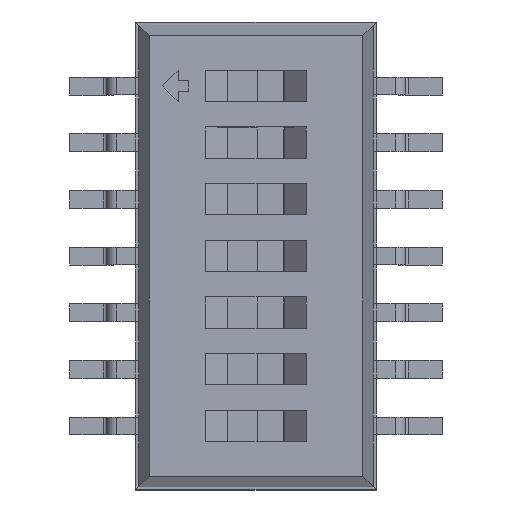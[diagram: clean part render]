
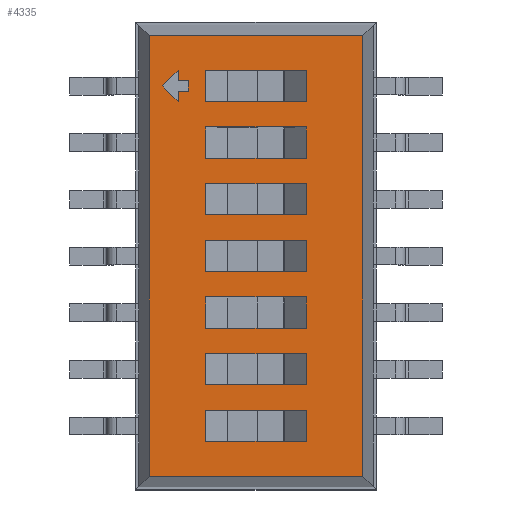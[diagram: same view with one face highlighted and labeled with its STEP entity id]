
A CAD part, top view. The second image highlights one B-rep face of the part: STEP entity #4335.
In plain terms, the highlighted planar face has unit normal (0, 0, 1).
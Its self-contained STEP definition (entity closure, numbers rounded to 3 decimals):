
#27=VECTOR('',#28,1.);
#28=DIRECTION('',(0.,1.,0.));
#34=VECTOR('',#35,1.);
#35=DIRECTION('',(-1.,0.,0.));
#41=VECTOR('',#42,1.);
#42=DIRECTION('',(0.,-1.,0.));
#46=VECTOR('',#47,1.);
#47=DIRECTION('',(1.,0.,0.));
#50=DIRECTION('',(0.,0.,-1.));
#2944=VERTEX_POINT('',#2945);
#2945=CARTESIAN_POINT('',(2.397,4.942,2.45));
#2947=ORIENTED_EDGE('',*,*,#2948,.F.);
#2948=EDGE_CURVE('',#2949,#2944,#2951,.T.);
#2949=VERTEX_POINT('',#2950);
#2950=CARTESIAN_POINT('',(2.397,-4.942,2.45));
#2951=LINE('',#2950,#27);
#3622=VERTEX_POINT('',#3623);
#3623=CARTESIAN_POINT('',(-2.397,4.942,2.45));
#3625=ORIENTED_EDGE('',*,*,#3626,.F.);
#3626=EDGE_CURVE('',#2944,#3622,#3627,.T.);
#3627=LINE('',#2945,#34);
#3657=VERTEX_POINT('',#3658);
#3658=CARTESIAN_POINT('',(-2.397,-4.942,2.45));
#3660=ORIENTED_EDGE('',*,*,#3661,.F.);
#3661=EDGE_CURVE('',#3622,#3657,#3662,.T.);
#3662=LINE('',#3623,#41);
#4330=ORIENTED_EDGE('',*,*,#4331,.F.);
#4331=EDGE_CURVE('',#3657,#2949,#4332,.T.);
#4332=LINE('',#3658,#46);
#4335=ADVANCED_FACE('',(#4336,#4338,#4360,#4382,#4404,#4426,#4467,#4489,#4511),#4533,.F.);
#4336=FACE_BOUND('',#4337,.F.);
#4337=EDGE_LOOP('',(#2947,#4330,#3660,#3625));
#4338=FACE_BOUND('',#4339,.F.);
#4339=EDGE_LOOP('',(#4340,#4347,#4352,#4357));
#4340=ORIENTED_EDGE('',*,*,#4341,.T.);
#4341=EDGE_CURVE('',#4342,#4344,#4346,.T.);
#4342=VERTEX_POINT('',#4343);
#4343=CARTESIAN_POINT('',(1.125,-0.35,2.45));
#4344=VERTEX_POINT('',#4345);
#4345=CARTESIAN_POINT('',(1.125,0.35,2.45));
#4346=LINE('',#4343,#27);
#4347=ORIENTED_EDGE('',*,*,#4348,.T.);
#4348=EDGE_CURVE('',#4344,#4349,#4351,.T.);
#4349=VERTEX_POINT('',#4350);
#4350=CARTESIAN_POINT('',(-1.125,0.35,2.45));
#4351=LINE('',#4345,#34);
#4352=ORIENTED_EDGE('',*,*,#4353,.T.);
#4353=EDGE_CURVE('',#4349,#4354,#4356,.T.);
#4354=VERTEX_POINT('',#4355);
#4355=CARTESIAN_POINT('',(-1.125,-0.35,2.45));
#4356=LINE('',#4350,#41);
#4357=ORIENTED_EDGE('',*,*,#4358,.T.);
#4358=EDGE_CURVE('',#4354,#4342,#4359,.T.);
#4359=LINE('',#4355,#46);
#4360=FACE_BOUND('',#4361,.F.);
#4361=EDGE_LOOP('',(#4362,#4369,#4374,#4379));
#4362=ORIENTED_EDGE('',*,*,#4363,.T.);
#4363=EDGE_CURVE('',#4364,#4366,#4368,.T.);
#4364=VERTEX_POINT('',#4365);
#4365=CARTESIAN_POINT('',(1.125,1.62,2.45));
#4366=VERTEX_POINT('',#4367);
#4367=CARTESIAN_POINT('',(-1.125,1.62,2.45));
#4368=LINE('',#4365,#34);
#4369=ORIENTED_EDGE('',*,*,#4370,.T.);
#4370=EDGE_CURVE('',#4366,#4371,#4373,.T.);
#4371=VERTEX_POINT('',#4372);
#4372=CARTESIAN_POINT('',(-1.125,0.92,2.45));
#4373=LINE('',#4367,#41);
#4374=ORIENTED_EDGE('',*,*,#4375,.T.);
#4375=EDGE_CURVE('',#4371,#4376,#4378,.T.);
#4376=VERTEX_POINT('',#4377);
#4377=CARTESIAN_POINT('',(1.125,0.92,2.45));
#4378=LINE('',#4372,#46);
#4379=ORIENTED_EDGE('',*,*,#4380,.T.);
#4380=EDGE_CURVE('',#4376,#4364,#4381,.T.);
#4381=LINE('',#4377,#27);
#4382=FACE_BOUND('',#4383,.F.);
#4383=EDGE_LOOP('',(#4384,#4391,#4396,#4401));
#4384=ORIENTED_EDGE('',*,*,#4385,.T.);
#4385=EDGE_CURVE('',#4386,#4388,#4390,.T.);
#4386=VERTEX_POINT('',#4387);
#4387=CARTESIAN_POINT('',(1.125,2.89,2.45));
#4388=VERTEX_POINT('',#4389);
#4389=CARTESIAN_POINT('',(-1.125,2.89,2.45));
#4390=LINE('',#4387,#34);
#4391=ORIENTED_EDGE('',*,*,#4392,.T.);
#4392=EDGE_CURVE('',#4388,#4393,#4395,.T.);
#4393=VERTEX_POINT('',#4394);
#4394=CARTESIAN_POINT('',(-1.125,2.19,2.45));
#4395=LINE('',#4389,#41);
#4396=ORIENTED_EDGE('',*,*,#4397,.T.);
#4397=EDGE_CURVE('',#4393,#4398,#4400,.T.);
#4398=VERTEX_POINT('',#4399);
#4399=CARTESIAN_POINT('',(1.125,2.19,2.45));
#4400=LINE('',#4394,#46);
#4401=ORIENTED_EDGE('',*,*,#4402,.T.);
#4402=EDGE_CURVE('',#4398,#4386,#4403,.T.);
#4403=LINE('',#4399,#27);
#4404=FACE_BOUND('',#4405,.F.);
#4405=EDGE_LOOP('',(#4406,#4413,#4418,#4423));
#4406=ORIENTED_EDGE('',*,*,#4407,.T.);
#4407=EDGE_CURVE('',#4408,#4410,#4412,.T.);
#4408=VERTEX_POINT('',#4409);
#4409=CARTESIAN_POINT('',(1.125,4.16,2.45));
#4410=VERTEX_POINT('',#4411);
#4411=CARTESIAN_POINT('',(-1.125,4.16,2.45));
#4412=LINE('',#4409,#34);
#4413=ORIENTED_EDGE('',*,*,#4414,.T.);
#4414=EDGE_CURVE('',#4410,#4415,#4417,.T.);
#4415=VERTEX_POINT('',#4416);
#4416=CARTESIAN_POINT('',(-1.125,3.46,2.45));
#4417=LINE('',#4411,#41);
#4418=ORIENTED_EDGE('',*,*,#4419,.T.);
#4419=EDGE_CURVE('',#4415,#4420,#4422,.T.);
#4420=VERTEX_POINT('',#4421);
#4421=CARTESIAN_POINT('',(1.125,3.46,2.45));
#4422=LINE('',#4416,#46);
#4423=ORIENTED_EDGE('',*,*,#4424,.T.);
#4424=EDGE_CURVE('',#4420,#4408,#4425,.T.);
#4425=LINE('',#4421,#27);
#4426=FACE_BOUND('',#4427,.F.);
#4427=EDGE_LOOP('',(#4428,#4437,#4442,#4447,#4452,#4457,#4462));
#4428=ORIENTED_EDGE('',*,*,#4429,.T.);
#4429=EDGE_CURVE('',#4430,#4432,#4434,.T.);
#4430=VERTEX_POINT('',#4431);
#4431=CARTESIAN_POINT('',(-2.097,3.81,2.45));
#4432=VERTEX_POINT('',#4433);
#4433=CARTESIAN_POINT('',(-1.747,3.46,2.45));
#4434=LINE('',#4431,#4435);
#4435=VECTOR('',#4436,1.);
#4436=DIRECTION('',(0.707,-0.707,0.));
#4437=ORIENTED_EDGE('',*,*,#4438,.T.);
#4438=EDGE_CURVE('',#4432,#4439,#4441,.T.);
#4439=VERTEX_POINT('',#4440);
#4440=CARTESIAN_POINT('',(-1.747,3.693,2.45));
#4441=LINE('',#4433,#27);
#4442=ORIENTED_EDGE('',*,*,#4443,.T.);
#4443=EDGE_CURVE('',#4439,#4444,#4446,.T.);
#4444=VERTEX_POINT('',#4445);
#4445=CARTESIAN_POINT('',(-1.513,3.693,2.45));
#4446=LINE('',#4440,#46);
#4447=ORIENTED_EDGE('',*,*,#4448,.T.);
#4448=EDGE_CURVE('',#4444,#4449,#4451,.T.);
#4449=VERTEX_POINT('',#4450);
#4450=CARTESIAN_POINT('',(-1.513,3.927,2.45));
#4451=LINE('',#4445,#27);
#4452=ORIENTED_EDGE('',*,*,#4453,.T.);
#4453=EDGE_CURVE('',#4449,#4454,#4456,.T.);
#4454=VERTEX_POINT('',#4455);
#4455=CARTESIAN_POINT('',(-1.747,3.927,2.45));
#4456=LINE('',#4450,#34);
#4457=ORIENTED_EDGE('',*,*,#4458,.T.);
#4458=EDGE_CURVE('',#4454,#4459,#4461,.T.);
#4459=VERTEX_POINT('',#4460);
#4460=CARTESIAN_POINT('',(-1.747,4.16,2.45));
#4461=LINE('',#4455,#27);
#4462=ORIENTED_EDGE('',*,*,#4463,.T.);
#4463=EDGE_CURVE('',#4459,#4430,#4464,.T.);
#4464=LINE('',#4460,#4465);
#4465=VECTOR('',#4466,1.);
#4466=DIRECTION('',(-0.707,-0.707,0.));
#4467=FACE_BOUND('',#4468,.F.);
#4468=EDGE_LOOP('',(#4469,#4476,#4481,#4486));
#4469=ORIENTED_EDGE('',*,*,#4470,.T.);
#4470=EDGE_CURVE('',#4471,#4473,#4475,.T.);
#4471=VERTEX_POINT('',#4472);
#4472=CARTESIAN_POINT('',(-1.125,-2.19,2.45));
#4473=VERTEX_POINT('',#4474);
#4474=CARTESIAN_POINT('',(-1.125,-2.89,2.45));
#4475=LINE('',#4472,#41);
#4476=ORIENTED_EDGE('',*,*,#4477,.T.);
#4477=EDGE_CURVE('',#4473,#4478,#4480,.T.);
#4478=VERTEX_POINT('',#4479);
#4479=CARTESIAN_POINT('',(1.125,-2.89,2.45));
#4480=LINE('',#4474,#46);
#4481=ORIENTED_EDGE('',*,*,#4482,.T.);
#4482=EDGE_CURVE('',#4478,#4483,#4485,.T.);
#4483=VERTEX_POINT('',#4484);
#4484=CARTESIAN_POINT('',(1.125,-2.19,2.45));
#4485=LINE('',#4479,#27);
#4486=ORIENTED_EDGE('',*,*,#4487,.T.);
#4487=EDGE_CURVE('',#4483,#4471,#4488,.T.);
#4488=LINE('',#4484,#34);
#4489=FACE_BOUND('',#4490,.F.);
#4490=EDGE_LOOP('',(#4491,#4498,#4503,#4508));
#4491=ORIENTED_EDGE('',*,*,#4492,.T.);
#4492=EDGE_CURVE('',#4493,#4495,#4497,.T.);
#4493=VERTEX_POINT('',#4494);
#4494=CARTESIAN_POINT('',(-1.125,-0.92,2.45));
#4495=VERTEX_POINT('',#4496);
#4496=CARTESIAN_POINT('',(-1.125,-1.62,2.45));
#4497=LINE('',#4494,#41);
#4498=ORIENTED_EDGE('',*,*,#4499,.T.);
#4499=EDGE_CURVE('',#4495,#4500,#4502,.T.);
#4500=VERTEX_POINT('',#4501);
#4501=CARTESIAN_POINT('',(1.125,-1.62,2.45));
#4502=LINE('',#4496,#46);
#4503=ORIENTED_EDGE('',*,*,#4504,.T.);
#4504=EDGE_CURVE('',#4500,#4505,#4507,.T.);
#4505=VERTEX_POINT('',#4506);
#4506=CARTESIAN_POINT('',(1.125,-0.92,2.45));
#4507=LINE('',#4501,#27);
#4508=ORIENTED_EDGE('',*,*,#4509,.T.);
#4509=EDGE_CURVE('',#4505,#4493,#4510,.T.);
#4510=LINE('',#4506,#34);
#4511=FACE_BOUND('',#4512,.F.);
#4512=EDGE_LOOP('',(#4513,#4520,#4525,#4530));
#4513=ORIENTED_EDGE('',*,*,#4514,.T.);
#4514=EDGE_CURVE('',#4515,#4517,#4519,.T.);
#4515=VERTEX_POINT('',#4516);
#4516=CARTESIAN_POINT('',(1.125,-3.46,2.45));
#4517=VERTEX_POINT('',#4518);
#4518=CARTESIAN_POINT('',(-1.125,-3.46,2.45));
#4519=LINE('',#4516,#34);
#4520=ORIENTED_EDGE('',*,*,#4521,.T.);
#4521=EDGE_CURVE('',#4517,#4522,#4524,.T.);
#4522=VERTEX_POINT('',#4523);
#4523=CARTESIAN_POINT('',(-1.125,-4.16,2.45));
#4524=LINE('',#4518,#41);
#4525=ORIENTED_EDGE('',*,*,#4526,.T.);
#4526=EDGE_CURVE('',#4522,#4527,#4529,.T.);
#4527=VERTEX_POINT('',#4528);
#4528=CARTESIAN_POINT('',(1.125,-4.16,2.45));
#4529=LINE('',#4523,#46);
#4530=ORIENTED_EDGE('',*,*,#4531,.T.);
#4531=EDGE_CURVE('',#4527,#4515,#4532,.T.);
#4532=LINE('',#4528,#27);
#4533=PLANE('',#4534);
#4534=AXIS2_PLACEMENT_3D('',#2950,#50,#4535);
#4535=DIRECTION('',(-0.436,0.9,0.));
